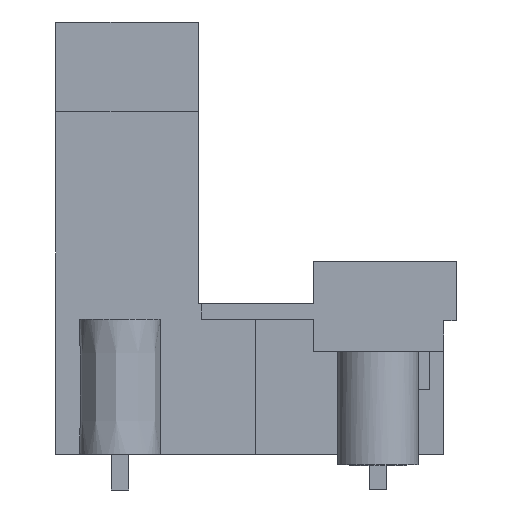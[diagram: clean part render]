
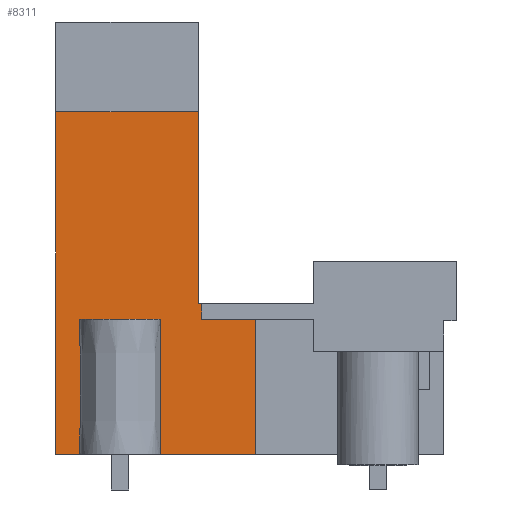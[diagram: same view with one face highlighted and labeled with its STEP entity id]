
A CAD part, left-side view. The second image highlights one B-rep face of the part: STEP entity #8311.
In plain terms, the highlighted planar face has unit normal (-1, 0, 0).
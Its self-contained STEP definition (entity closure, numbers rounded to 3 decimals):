
#8259=AXIS2_PLACEMENT_3D('Plane Axis2P3D',#8256,#8257,#8258) ;
#2104=CARTESIAN_POINT('Vertex',(3.84,11.84,2.1)) ;
#2107=CARTESIAN_POINT('Line Origine',(3.84,14.846,2.1)) ;
#2111=CARTESIAN_POINT('Vertex',(3.84,17.853,2.1)) ;
#2155=CARTESIAN_POINT('Vertex',(3.84,21.887,2.1)) ;
#2158=CARTESIAN_POINT('Line Origine',(3.84,22.779,2.1)) ;
#2162=CARTESIAN_POINT('Vertex',(3.84,23.67,2.1)) ;
#5535=CARTESIAN_POINT('Line Origine',(3.84,15.04,10.55)) ;
#5539=CARTESIAN_POINT('Vertex',(3.84,15.04,11.)) ;
#5541=CARTESIAN_POINT('Vertex',(3.84,15.04,10.1)) ;
#5573=CARTESIAN_POINT('Line Origine',(3.84,13.44,10.1)) ;
#5577=CARTESIAN_POINT('Vertex',(3.84,11.84,10.1)) ;
#5723=CARTESIAN_POINT('Vertex',(3.84,15.24,11.)) ;
#5726=CARTESIAN_POINT('Line Origine',(3.84,15.14,11.)) ;
#8030=CARTESIAN_POINT('Line Origine',(3.84,23.67,12.23)) ;
#8034=CARTESIAN_POINT('Vertex',(3.84,23.67,22.36)) ;
#8256=CARTESIAN_POINT('Axis2P3D Location',(3.84,23.67,1.5)) ;
#8261=CARTESIAN_POINT('Line Origine',(3.84,19.455,22.36)) ;
#8265=CARTESIAN_POINT('Vertex',(3.84,15.24,22.36)) ;
#8268=CARTESIAN_POINT('Line Origine',(3.84,21.887,6.1)) ;
#8272=CARTESIAN_POINT('Vertex',(3.84,21.887,10.1)) ;
#8275=CARTESIAN_POINT('Line Origine',(3.84,19.87,10.1)) ;
#8279=CARTESIAN_POINT('Vertex',(3.84,17.853,10.1)) ;
#8282=CARTESIAN_POINT('Line Origine',(3.84,17.853,6.1)) ;
#8287=CARTESIAN_POINT('Line Origine',(3.84,11.84,6.1)) ;
#8292=CARTESIAN_POINT('Line Origine',(3.84,15.24,16.68)) ;
#2108=DIRECTION('Vector Direction',(0.,-1.,0.)) ;
#2159=DIRECTION('Vector Direction',(0.,-1.,0.)) ;
#5536=DIRECTION('Vector Direction',(0.,0.,-1.)) ;
#5574=DIRECTION('Vector Direction',(0.,1.,0.)) ;
#5727=DIRECTION('Vector Direction',(0.,1.,0.)) ;
#8031=DIRECTION('Vector Direction',(0.,0.,1.)) ;
#8257=DIRECTION('Axis2P3D Direction',(-1.,0.,0.)) ;
#8258=DIRECTION('Axis2P3D XDirection',(0.,-1.,0.)) ;
#8262=DIRECTION('Vector Direction',(0.,-1.,0.)) ;
#8269=DIRECTION('Vector Direction',(0.,0.,1.)) ;
#8276=DIRECTION('Vector Direction',(0.,1.,0.)) ;
#8283=DIRECTION('Vector Direction',(0.,0.,1.)) ;
#8288=DIRECTION('Vector Direction',(0.,0.,1.)) ;
#8293=DIRECTION('Vector Direction',(0.,0.,-1.)) ;
#2109=VECTOR('Line Direction',#2108,1.) ;
#2160=VECTOR('Line Direction',#2159,1.) ;
#5537=VECTOR('Line Direction',#5536,1.) ;
#5575=VECTOR('Line Direction',#5574,1.) ;
#5728=VECTOR('Line Direction',#5727,1.) ;
#8032=VECTOR('Line Direction',#8031,1.) ;
#8263=VECTOR('Line Direction',#8262,1.) ;
#8270=VECTOR('Line Direction',#8269,1.) ;
#8277=VECTOR('Line Direction',#8276,1.) ;
#8284=VECTOR('Line Direction',#8283,1.) ;
#8289=VECTOR('Line Direction',#8288,1.) ;
#8294=VECTOR('Line Direction',#8293,1.) ;
#8298=ORIENTED_EDGE('',*,*,#8267,.T.) ;
#8299=ORIENTED_EDGE('',*,*,#8036,.T.) ;
#8300=ORIENTED_EDGE('',*,*,#2164,.T.) ;
#8301=ORIENTED_EDGE('',*,*,#8274,.T.) ;
#8302=ORIENTED_EDGE('',*,*,#8281,.F.) ;
#8303=ORIENTED_EDGE('',*,*,#8286,.F.) ;
#8304=ORIENTED_EDGE('',*,*,#2113,.T.) ;
#8305=ORIENTED_EDGE('',*,*,#8291,.T.) ;
#8306=ORIENTED_EDGE('',*,*,#5579,.T.) ;
#8307=ORIENTED_EDGE('',*,*,#5543,.F.) ;
#8308=ORIENTED_EDGE('',*,*,#5730,.F.) ;
#8309=ORIENTED_EDGE('',*,*,#8296,.F.) ;
#8311=ADVANCED_FACE('HOUSING',(#8310),#8260,.T.) ;
#2113=EDGE_CURVE('',#2112,#2105,#2110,.T.) ;
#2164=EDGE_CURVE('',#2163,#2156,#2161,.T.) ;
#5543=EDGE_CURVE('',#5540,#5542,#5538,.T.) ;
#5579=EDGE_CURVE('',#5578,#5542,#5576,.T.) ;
#5730=EDGE_CURVE('',#5724,#5540,#5729,.F.) ;
#8036=EDGE_CURVE('',#8035,#2163,#8033,.F.) ;
#8267=EDGE_CURVE('',#8266,#8035,#8264,.F.) ;
#8274=EDGE_CURVE('',#2156,#8273,#8271,.T.) ;
#8281=EDGE_CURVE('',#8280,#8273,#8278,.T.) ;
#8286=EDGE_CURVE('',#2112,#8280,#8285,.T.) ;
#8291=EDGE_CURVE('',#2105,#5578,#8290,.T.) ;
#8296=EDGE_CURVE('',#8266,#5724,#8295,.T.) ;
#8297=EDGE_LOOP('',(#8298,#8299,#8300,#8301,#8302,#8303,#8304,#8305,#8306,#8307,#8308,#8309)) ;
#8310=FACE_OUTER_BOUND('',#8297,.T.) ;
#2110=LINE('Line',#2107,#2109) ;
#2161=LINE('Line',#2158,#2160) ;
#5538=LINE('Line',#5535,#5537) ;
#5576=LINE('Line',#5573,#5575) ;
#5729=LINE('Line',#5726,#5728) ;
#8033=LINE('Line',#8030,#8032) ;
#8264=LINE('Line',#8261,#8263) ;
#8271=LINE('Line',#8268,#8270) ;
#8278=LINE('Line',#8275,#8277) ;
#8285=LINE('Line',#8282,#8284) ;
#8290=LINE('Line',#8287,#8289) ;
#8295=LINE('Line',#8292,#8294) ;
#8260=PLANE('',#8259) ;
#2105=VERTEX_POINT('',#2104) ;
#2112=VERTEX_POINT('',#2111) ;
#2156=VERTEX_POINT('',#2155) ;
#2163=VERTEX_POINT('',#2162) ;
#5540=VERTEX_POINT('',#5539) ;
#5542=VERTEX_POINT('',#5541) ;
#5578=VERTEX_POINT('',#5577) ;
#5724=VERTEX_POINT('',#5723) ;
#8035=VERTEX_POINT('',#8034) ;
#8266=VERTEX_POINT('',#8265) ;
#8273=VERTEX_POINT('',#8272) ;
#8280=VERTEX_POINT('',#8279) ;
